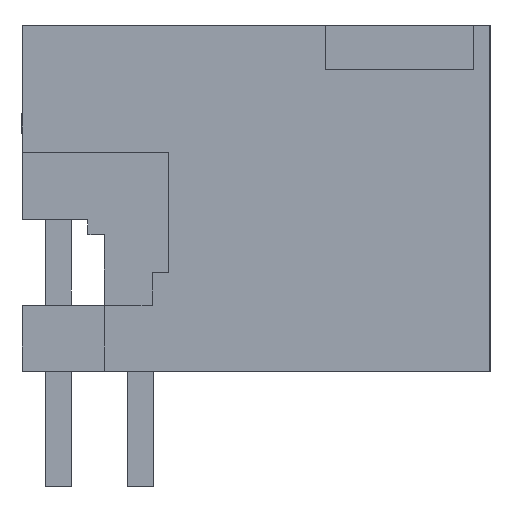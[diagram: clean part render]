
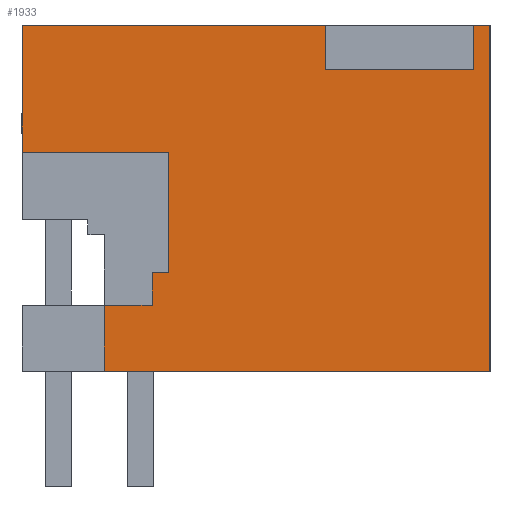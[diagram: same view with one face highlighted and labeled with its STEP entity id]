
A CAD part, left-side view. The second image highlights one B-rep face of the part: STEP entity #1933.
In plain terms, the highlighted planar face has unit normal (-1, 0, 0).
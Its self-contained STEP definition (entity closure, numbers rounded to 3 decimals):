
#1840=AXIS2_PLACEMENT_3D('Plane Axis2P3D',#1837,#1838,#1839) ;
#102=CARTESIAN_POINT('Vertex',(0.,11.7,5.5)) ;
#105=CARTESIAN_POINT('Line Origine',(0.,10.975,5.5)) ;
#109=CARTESIAN_POINT('Vertex',(0.,10.25,5.5)) ;
#1509=CARTESIAN_POINT('Vertex',(0.,0.,3.5)) ;
#1512=CARTESIAN_POINT('Line Origine',(0.,5.85,3.5)) ;
#1516=CARTESIAN_POINT('Vertex',(0.,11.7,3.5)) ;
#1806=CARTESIAN_POINT('Line Origine',(0.,11.7,4.5)) ;
#1837=CARTESIAN_POINT('Axis2P3D Location',(0.,14.2,0.)) ;
#1842=CARTESIAN_POINT('Line Origine',(0.,0.,8.75)) ;
#1846=CARTESIAN_POINT('Vertex',(0.,0.,14.)) ;
#1849=CARTESIAN_POINT('Line Origine',(0.,0.25,14.)) ;
#1853=CARTESIAN_POINT('Vertex',(0.,0.5,14.)) ;
#1856=CARTESIAN_POINT('Line Origine',(0.,0.5,13.325)) ;
#1860=CARTESIAN_POINT('Vertex',(0.,0.5,12.65)) ;
#1863=CARTESIAN_POINT('Line Origine',(0.,2.75,12.65)) ;
#1867=CARTESIAN_POINT('Vertex',(0.,5.,12.65)) ;
#1870=CARTESIAN_POINT('Line Origine',(0.,5.,13.325)) ;
#1874=CARTESIAN_POINT('Vertex',(0.,5.,14.)) ;
#1877=CARTESIAN_POINT('Line Origine',(0.,9.6,14.)) ;
#1881=CARTESIAN_POINT('Vertex',(0.,14.2,14.)) ;
#1884=CARTESIAN_POINT('Line Origine',(0.,14.2,12.075)) ;
#1888=CARTESIAN_POINT('Vertex',(0.,14.2,10.15)) ;
#1891=CARTESIAN_POINT('Line Origine',(0.,11.975,10.15)) ;
#1895=CARTESIAN_POINT('Vertex',(0.,9.75,10.15)) ;
#1898=CARTESIAN_POINT('Line Origine',(0.,9.75,8.325)) ;
#1902=CARTESIAN_POINT('Vertex',(0.,9.75,6.5)) ;
#1905=CARTESIAN_POINT('Line Origine',(0.,10.,6.5)) ;
#1909=CARTESIAN_POINT('Vertex',(0.,10.25,6.5)) ;
#1912=CARTESIAN_POINT('Line Origine',(0.,10.25,6.)) ;
#106=DIRECTION('Vector Direction',(0.,1.,0.)) ;
#1513=DIRECTION('Vector Direction',(0.,-1.,0.)) ;
#1807=DIRECTION('Vector Direction',(0.,0.,1.)) ;
#1838=DIRECTION('Axis2P3D Direction',(-1.,0.,0.)) ;
#1839=DIRECTION('Axis2P3D XDirection',(0.,-1.,0.)) ;
#1843=DIRECTION('Vector Direction',(0.,0.,1.)) ;
#1850=DIRECTION('Vector Direction',(0.,-1.,0.)) ;
#1857=DIRECTION('Vector Direction',(0.,0.,-1.)) ;
#1864=DIRECTION('Vector Direction',(0.,1.,0.)) ;
#1871=DIRECTION('Vector Direction',(0.,0.,-1.)) ;
#1878=DIRECTION('Vector Direction',(0.,-1.,0.)) ;
#1885=DIRECTION('Vector Direction',(0.,0.,1.)) ;
#1892=DIRECTION('Vector Direction',(0.,-1.,0.)) ;
#1899=DIRECTION('Vector Direction',(0.,0.,1.)) ;
#1906=DIRECTION('Vector Direction',(0.,-1.,0.)) ;
#1913=DIRECTION('Vector Direction',(0.,0.,1.)) ;
#107=VECTOR('Line Direction',#106,1.) ;
#1514=VECTOR('Line Direction',#1513,1.) ;
#1808=VECTOR('Line Direction',#1807,1.) ;
#1844=VECTOR('Line Direction',#1843,1.) ;
#1851=VECTOR('Line Direction',#1850,1.) ;
#1858=VECTOR('Line Direction',#1857,1.) ;
#1865=VECTOR('Line Direction',#1864,1.) ;
#1872=VECTOR('Line Direction',#1871,1.) ;
#1879=VECTOR('Line Direction',#1878,1.) ;
#1886=VECTOR('Line Direction',#1885,1.) ;
#1893=VECTOR('Line Direction',#1892,1.) ;
#1900=VECTOR('Line Direction',#1899,1.) ;
#1907=VECTOR('Line Direction',#1906,1.) ;
#1914=VECTOR('Line Direction',#1913,1.) ;
#1918=ORIENTED_EDGE('',*,*,#1518,.T.) ;
#1919=ORIENTED_EDGE('',*,*,#1848,.T.) ;
#1920=ORIENTED_EDGE('',*,*,#1855,.T.) ;
#1921=ORIENTED_EDGE('',*,*,#1862,.T.) ;
#1922=ORIENTED_EDGE('',*,*,#1869,.T.) ;
#1923=ORIENTED_EDGE('',*,*,#1876,.T.) ;
#1924=ORIENTED_EDGE('',*,*,#1883,.T.) ;
#1925=ORIENTED_EDGE('',*,*,#1890,.T.) ;
#1926=ORIENTED_EDGE('',*,*,#1897,.T.) ;
#1927=ORIENTED_EDGE('',*,*,#1904,.T.) ;
#1928=ORIENTED_EDGE('',*,*,#1911,.T.) ;
#1929=ORIENTED_EDGE('',*,*,#1916,.T.) ;
#1930=ORIENTED_EDGE('',*,*,#111,.T.) ;
#1931=ORIENTED_EDGE('',*,*,#1810,.T.) ;
#1933=ADVANCED_FACE('HOUSING',(#1932),#1841,.T.) ;
#111=EDGE_CURVE('',#110,#103,#108,.T.) ;
#1518=EDGE_CURVE('',#1517,#1510,#1515,.T.) ;
#1810=EDGE_CURVE('',#103,#1517,#1809,.F.) ;
#1848=EDGE_CURVE('',#1510,#1847,#1845,.T.) ;
#1855=EDGE_CURVE('',#1847,#1854,#1852,.F.) ;
#1862=EDGE_CURVE('',#1854,#1861,#1859,.T.) ;
#1869=EDGE_CURVE('',#1861,#1868,#1866,.T.) ;
#1876=EDGE_CURVE('',#1868,#1875,#1873,.F.) ;
#1883=EDGE_CURVE('',#1875,#1882,#1880,.F.) ;
#1890=EDGE_CURVE('',#1882,#1889,#1887,.F.) ;
#1897=EDGE_CURVE('',#1889,#1896,#1894,.T.) ;
#1904=EDGE_CURVE('',#1896,#1903,#1901,.F.) ;
#1911=EDGE_CURVE('',#1903,#1910,#1908,.F.) ;
#1916=EDGE_CURVE('',#1910,#110,#1915,.F.) ;
#1917=EDGE_LOOP('',(#1918,#1919,#1920,#1921,#1922,#1923,#1924,#1925,#1926,#1927,#1928,#1929,#1930,#1931)) ;
#1932=FACE_OUTER_BOUND('',#1917,.T.) ;
#108=LINE('Line',#105,#107) ;
#1515=LINE('Line',#1512,#1514) ;
#1809=LINE('Line',#1806,#1808) ;
#1845=LINE('Line',#1842,#1844) ;
#1852=LINE('Line',#1849,#1851) ;
#1859=LINE('Line',#1856,#1858) ;
#1866=LINE('Line',#1863,#1865) ;
#1873=LINE('Line',#1870,#1872) ;
#1880=LINE('Line',#1877,#1879) ;
#1887=LINE('Line',#1884,#1886) ;
#1894=LINE('Line',#1891,#1893) ;
#1901=LINE('Line',#1898,#1900) ;
#1908=LINE('Line',#1905,#1907) ;
#1915=LINE('Line',#1912,#1914) ;
#1841=PLANE('',#1840) ;
#103=VERTEX_POINT('',#102) ;
#110=VERTEX_POINT('',#109) ;
#1510=VERTEX_POINT('',#1509) ;
#1517=VERTEX_POINT('',#1516) ;
#1847=VERTEX_POINT('',#1846) ;
#1854=VERTEX_POINT('',#1853) ;
#1861=VERTEX_POINT('',#1860) ;
#1868=VERTEX_POINT('',#1867) ;
#1875=VERTEX_POINT('',#1874) ;
#1882=VERTEX_POINT('',#1881) ;
#1889=VERTEX_POINT('',#1888) ;
#1896=VERTEX_POINT('',#1895) ;
#1903=VERTEX_POINT('',#1902) ;
#1910=VERTEX_POINT('',#1909) ;
